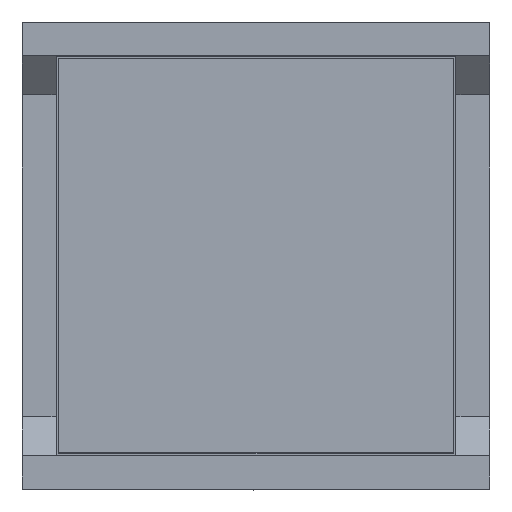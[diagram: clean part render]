
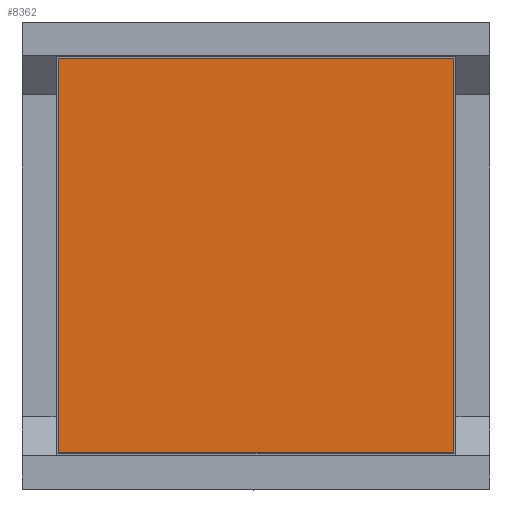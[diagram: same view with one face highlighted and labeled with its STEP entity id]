
A CAD part, top view. The second image highlights one B-rep face of the part: STEP entity #8362.
In plain terms, the highlighted planar face has unit normal (0, 0, 1).
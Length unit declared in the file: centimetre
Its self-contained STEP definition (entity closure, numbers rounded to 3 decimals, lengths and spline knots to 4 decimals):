
#762=FACE_OUTER_BOUND('',#1205,.T.);
#1205=EDGE_LOOP('',(#7570,#7571,#7572,#7573));
#2163=LINE('',#13878,#3129);
#2167=LINE('',#13886,#3133);
#2170=LINE('',#13892,#3136);
#2173=LINE('',#13897,#3139);
#3129=VECTOR('',#10991,1.);
#3133=VECTOR('',#10997,1.);
#3136=VECTOR('',#11002,1.);
#3139=VECTOR('',#11007,1.);
#3935=VERTEX_POINT('',#13876);
#3936=VERTEX_POINT('',#13877);
#3939=VERTEX_POINT('',#13885);
#3941=VERTEX_POINT('',#13891);
#5142=EDGE_CURVE('',#3935,#3936,#2163,.T.);
#5146=EDGE_CURVE('',#3936,#3939,#2167,.T.);
#5149=EDGE_CURVE('',#3939,#3941,#2170,.T.);
#5152=EDGE_CURVE('',#3941,#3935,#2173,.T.);
#7570=ORIENTED_EDGE('',*,*,#5142,.F.);
#7571=ORIENTED_EDGE('',*,*,#5152,.F.);
#7572=ORIENTED_EDGE('',*,*,#5149,.F.);
#7573=ORIENTED_EDGE('',*,*,#5146,.F.);
#7941=PLANE('',#8933);
#8362=ADVANCED_FACE('',(#762),#7941,.T.);
#8933=AXIS2_PLACEMENT_3D('',#13900,#11011,#11012);
#10991=DIRECTION('',(0.,-1.,0.));
#10997=DIRECTION('',(-1.,0.,0.));
#11002=DIRECTION('',(0.,1.,0.));
#11007=DIRECTION('',(1.,0.,0.));
#11011=DIRECTION('center_axis',(0.,0.,
1.));
#11012=DIRECTION('ref_axis',(-1.,0.,0.));
#13876=CARTESIAN_POINT('',(0.76,0.76,2.99));
#13877=CARTESIAN_POINT('',(0.76,-0.76,2.99));
#13878=CARTESIAN_POINT('',(0.76,-0.76,2.99));
#13885=CARTESIAN_POINT('',(-0.76,-0.76,2.99));
#13886=CARTESIAN_POINT('',(-0.76,-0.76,2.99));
#13891=CARTESIAN_POINT('',(-0.76,0.76,2.99));
#13892=CARTESIAN_POINT('',(-0.76,0.76,2.99));
#13897=CARTESIAN_POINT('',(0.76,0.76,2.99));
#13900=CARTESIAN_POINT('Origin',(0.,0.,
2.99));
